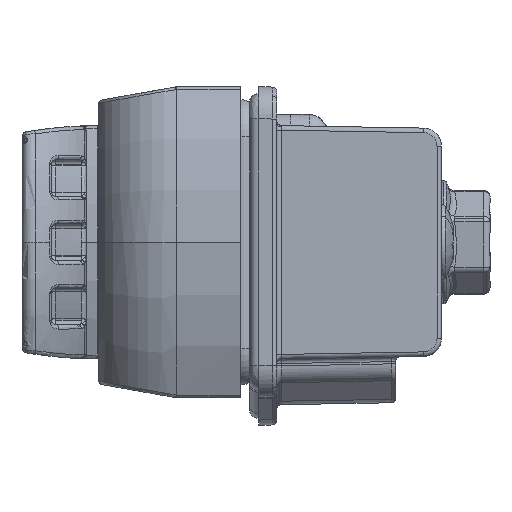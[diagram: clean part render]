
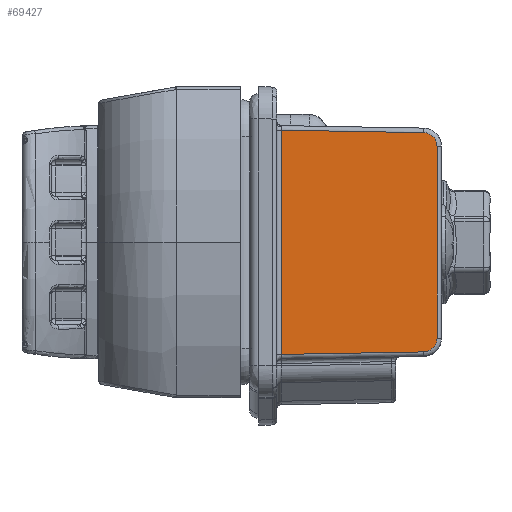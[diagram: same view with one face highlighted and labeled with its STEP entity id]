
A CAD part, left-side view. The second image highlights one B-rep face of the part: STEP entity #69427.
In plain terms, the highlighted face is planar.
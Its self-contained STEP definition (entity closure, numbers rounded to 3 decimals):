
#20485 =( BOUNDED_CURVE ( )  B_SPLINE_CURVE ( 3, ( #37038, #37050, #37052, #37054 ),
 .UNSPECIFIED., .F., .F. ) 
 B_SPLINE_CURVE_WITH_KNOTS ( ( 4, 4 ),
 ( 3.142, 4.695 ),
 .UNSPECIFIED. ) 
 CURVE ( )  GEOMETRIC_REPRESENTATION_ITEM ( )  RATIONAL_B_SPLINE_CURVE ( ( 1., 0.809, 0.809, 1. ) ) 
 REPRESENTATION_ITEM ( '' )  );
#20486 =( BOUNDED_CURVE ( )  B_SPLINE_CURVE ( 3, ( #37043, #37068, #37070, #37072 ),
 .UNSPECIFIED., .F., .T. ) 
 B_SPLINE_CURVE_WITH_KNOTS ( ( 4, 4 ),
 ( 1.588, 3.142 ),
 .UNSPECIFIED. ) 
 CURVE ( )  GEOMETRIC_REPRESENTATION_ITEM ( )  RATIONAL_B_SPLINE_CURVE ( ( 1., 0.809, 0.809, 1. ) ) 
 REPRESENTATION_ITEM ( '' )  );
#23394 = VERTEX_POINT ( 'NONE', #32777 ) ;
#23503 = VERTEX_POINT ( 'NONE', #32886 ) ;
#23525 = VERTEX_POINT ( 'NONE', #32908 ) ;
#23556 = VERTEX_POINT ( 'NONE', #32939 ) ;
#26535 = AXIS2_PLACEMENT_3D ( 'NONE', #46879, #46897, #46898 ) ;
#32777 = CARTESIAN_POINT ( 'NONE',  ( -27.194, 19.509, 10.486 ) ) ;
#32886 = CARTESIAN_POINT ( 'NONE',  ( -27.22, 18.035, 11.985 ) ) ;
#32908 = CARTESIAN_POINT ( 'NONE',  ( -27.491, 2.491, -12.257 ) ) ;
#32939 = CARTESIAN_POINT ( 'NONE',  ( -27.194, 19.509, -10.486 ) ) ;
#37019 = CARTESIAN_POINT ( 'NONE',  ( -27.194, 19.509, -15. ) ) ;
#37038 = CARTESIAN_POINT ( 'NONE',  ( -27.194, 19.509, -10.486 ) ) ;
#37040 = CARTESIAN_POINT ( 'NONE',  ( -27.22, 18.026, 11.985 ) ) ;
#37041 = DIRECTION ( 'NONE',  ( 0.017, 1., -0.017 ) ) ;
#37043 = CARTESIAN_POINT ( 'NONE',  ( -27.22, 18.035, 11.985 ) ) ;
#37046 = DIRECTION ( 'NONE',  ( 0., 0., -1. ) ) ;
#37050 = CARTESIAN_POINT ( 'NONE',  ( -27.194, 19.509, -11.352 ) ) ;
#37052 = CARTESIAN_POINT ( 'NONE',  ( -27.205, 18.901, -11.97 ) ) ;
#37054 = CARTESIAN_POINT ( 'NONE',  ( -27.22, 18.035, -11.985 ) ) ;
#37057 = CARTESIAN_POINT ( 'NONE',  ( -27.491, 2.491, -15. ) ) ;
#37059 = DIRECTION ( 'NONE',  ( 0., 0., 1. ) ) ;
#37061 = CARTESIAN_POINT ( 'NONE',  ( -27.5, 1.991, -12.265 ) ) ;
#37063 = DIRECTION ( 'NONE',  ( -0.017, -1., -0.017 ) ) ;
#37068 = CARTESIAN_POINT ( 'NONE',  ( -27.205, 18.901, 11.97 ) ) ;
#37070 = CARTESIAN_POINT ( 'NONE',  ( -27.194, 19.509, 11.352 ) ) ;
#37072 = CARTESIAN_POINT ( 'NONE',  ( -27.194, 19.509, 10.486 ) ) ;
#39279 = LINE ( 'NONE', #37019, #39292 ) ;
#39288 = LINE ( 'NONE', #37040, #39290 ) ;
#39290 = VECTOR ( 'NONE', #37041, 1000. ) ;
#39292 = VECTOR ( 'NONE', #37046, 1000. ) ;
#39295 = LINE ( 'NONE', #37057, #39298 ) ;
#39298 = VECTOR ( 'NONE', #37059, 1000. ) ;
#39299 = LINE ( 'NONE', #37061, #39301 ) ;
#39301 = VECTOR ( 'NONE', #37063, 1000. ) ;
#39797 = FACE_OUTER_BOUND ( 'NONE', #86829, .T. ) ;
#46876 = PLANE ( 'NONE',  #26535 ) ;
#46879 = CARTESIAN_POINT ( 'NONE',  ( -27.5, 2., -15. ) ) ;
#46897 = DIRECTION ( 'NONE',  ( -1., 0.017, 0. ) ) ;
#46898 = DIRECTION ( 'NONE',  ( -0.017, -1., 0. ) ) ;
#48125 = EDGE_CURVE ( 'NONE', #95338, #23503, #39288, .T. ) ;
#48128 = EDGE_CURVE ( 'NONE', #23394, #23556, #39279, .T. ) ;
#48129 = EDGE_CURVE ( 'NONE', #23556, #95280, #20485, .T. ) ;
#48132 = EDGE_CURVE ( 'NONE', #23525, #95338, #39295, .T. ) ;
#48134 = EDGE_CURVE ( 'NONE', #95280, #23525, #39299, .T. ) ;
#48135 = EDGE_CURVE ( 'NONE', #23503, #23394, #20486, .T. ) ;
#69427 = ADVANCED_FACE ( 'NONE', ( #39797 ), #46876, .T. ) ;
#80083 = CARTESIAN_POINT ( 'NONE',  ( -27.22, 18.035, -11.985 ) ) ;
#80185 = CARTESIAN_POINT ( 'NONE',  ( -27.491, 2.491, 12.257 ) ) ;
#86829 = EDGE_LOOP ( 'NONE', ( #88114, #88117, #88119, #88121, #88123, #88125 ) ) ;
#88114 = ORIENTED_EDGE ( 'NONE', *, *, #48134, .T. ) ;
#88117 = ORIENTED_EDGE ( 'NONE', *, *, #48132, .T. ) ;
#88119 = ORIENTED_EDGE ( 'NONE', *, *, #48125, .T. ) ;
#88121 = ORIENTED_EDGE ( 'NONE', *, *, #48135, .T. ) ;
#88123 = ORIENTED_EDGE ( 'NONE', *, *, #48128, .T. ) ;
#88125 = ORIENTED_EDGE ( 'NONE', *, *, #48129, .T. ) ;
#95280 = VERTEX_POINT ( 'NONE', #80083 ) ;
#95338 = VERTEX_POINT ( 'NONE', #80185 ) ;
